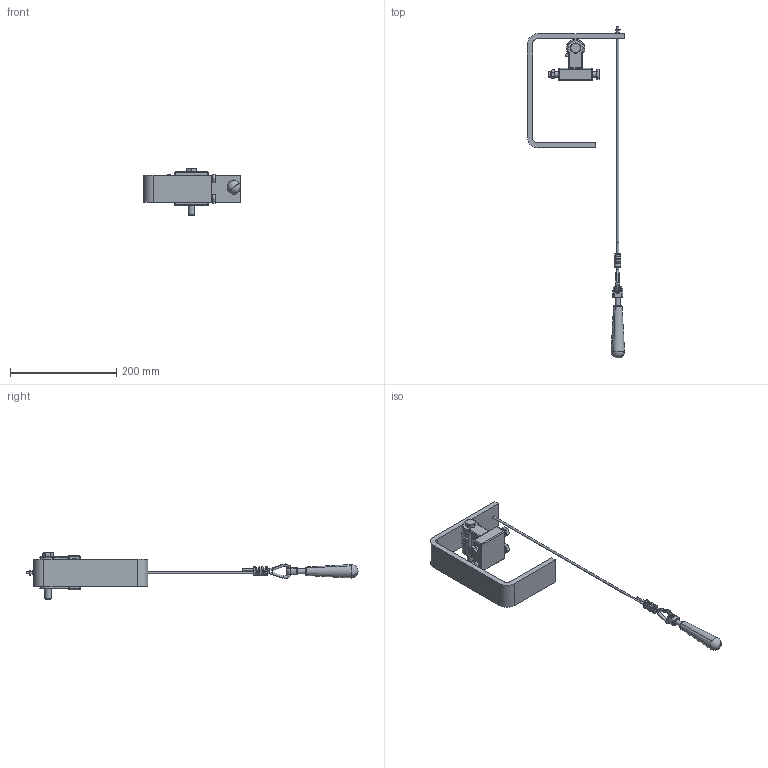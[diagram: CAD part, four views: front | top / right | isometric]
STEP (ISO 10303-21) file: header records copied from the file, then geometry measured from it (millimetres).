
FILE_DESCRIPTION((''),'2;1');
FILE_NAME('27066 ETA-4-5 BYPASS STOP ASSEMBLY.stp','2013-05-28T16:07:13',('jholman'),(''),'Autodesk Inventor 2011','Autodesk Inventor 2011','');
FILE_SCHEMA(('AUTOMOTIVE_DESIGN { 1 0 10303 214 1 1 1 1 }'));
Length unit declared in the file: inch
Products named in the file (12): 27066; 3D11K4B4C; 3D11KYH4D; Hex Cap Screw - Metric M12 x 80; Prevailing Torque Type Hex Nut - Inch (IFI) 3/8 - 16 Top Insert Type; Hex Cap Screw - Metric M10 x 90; 3D11PBG4A; 74300; 50046; Thimble ST 1-8; 65060; 3D11RJC4A
Assembly tree (13 placements, depth 2):
  27066
    3D11K4B4C
    3D11KYH4D
    Hex Cap Screw - Metric M12 x 80
    Prevailing Torque Type Hex Nut - Inch (IFI) 3/8 - 16 Top Insert Type  x2
    Hex Cap Screw - Metric M10 x 90  x2
    3D11PBG4A
    74300
    50046
    Thimble ST 1-8
    65060
    3D11RJC4A
Bounding box: 182.56 x 624.28 x 87.76 mm (x, y, z)
Volume: 176282.2 mm3; surface area: 134520.9 mm2
Topology: 12 solids, 292 shells, 585 faces, 1875 edges, 1596 vertices
Faces by surface type: cylinder 248, cone 176, plane 95, torus 37, bspline 18, sphere 11
Full cylindrical faces by diameter (mm): 3.175 x1, 3.81 x4, 5.182 x1, 6.35 x2, 7.798 x2, 8.357 x2, 9.525 x22, 10 x2, 10.319 x2, 12 x1, 12.7 x1, 13.494 x2, 14.6 x2, 16.6 x1
Entity records: 37411 total; most frequent: CARTESIAN_POINT 21082, DIRECTION 2824, ORIENTED_EDGE 2293, EDGE_CURVE 1701, VERTEX_POINT 1521, AXIS2_PLACEMENT_3D 1068, VECTOR 688, LINE 688
